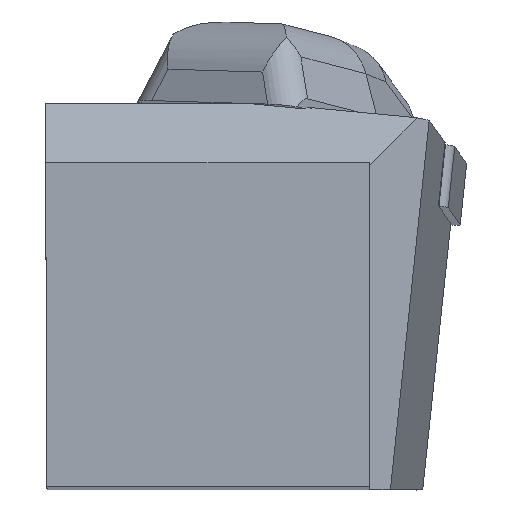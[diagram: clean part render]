
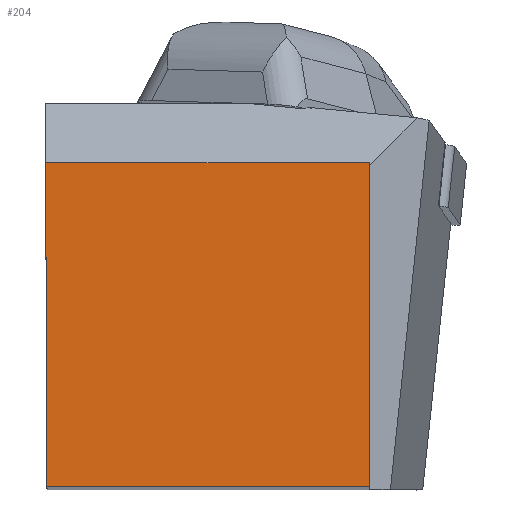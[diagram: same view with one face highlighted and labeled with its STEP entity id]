
A CAD part, top view. The second image highlights one B-rep face of the part: STEP entity #204.
In plain terms, the highlighted planar face has unit normal (0, 0, 1).
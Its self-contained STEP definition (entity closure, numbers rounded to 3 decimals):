
#142=FACE_OUTER_BOUND('',#589,.T.);
#204=ADVANCED_FACE('BLANK_BOXF006',(#142),#260,.F.);
#260=PLANE('',#1384);
#342=LINE('',#1988,#473);
#348=LINE('',#2001,#479);
#355=LINE('',#2013,#486);
#356=LINE('',#2015,#487);
#473=VECTOR('',#1577,1.);
#479=VECTOR('',#1585,1.);
#486=VECTOR('',#1596,1.);
#487=VECTOR('',#1597,1.);
#589=EDGE_LOOP('',(#750,#751,#752,#753));
#750=ORIENTED_EDGE('',*,*,#1164,.T.);
#751=ORIENTED_EDGE('',*,*,#1165,.T.);
#752=ORIENTED_EDGE('',*,*,#1151,.T.);
#753=ORIENTED_EDGE('',*,*,#1157,.T.);
#1023=VERTEX_POINT('',#1987);
#1024=VERTEX_POINT('',#1989);
#1029=VERTEX_POINT('',#2000);
#1033=VERTEX_POINT('',#2014);
#1151=EDGE_CURVE('',#1024,#1023,#342,.T.);
#1157=EDGE_CURVE('',#1023,#1029,#348,.T.);
#1164=EDGE_CURVE('',#1029,#1033,#355,.T.);
#1165=EDGE_CURVE('',#1033,#1024,#356,.T.);
#1384=AXIS2_PLACEMENT_3D('',#2016,#1598,#1599);
#1577=DIRECTION('',(0.004,-1.,0.));
#1585=DIRECTION('',(1.,0.,0.));
#1596=DIRECTION('',(0.,1.,0.));
#1597=DIRECTION('',(-1.,0.,0.));
#1598=DIRECTION('',(0.,0.,-1.));
#1599=DIRECTION('',(1.,0.,0.));
#1987=CARTESIAN_POINT('',(0.109,0.,0.));
#1988=CARTESIAN_POINT('',(-0.604,163.348,0.));
#1989=CARTESIAN_POINT('',(0.,24.875,0.));
#2000=CARTESIAN_POINT('',(24.875,0.,0.));
#2001=CARTESIAN_POINT('',(-163.35,0.,0.));
#2013=CARTESIAN_POINT('',(24.875,-163.35,0.));
#2014=CARTESIAN_POINT('',(24.875,24.875,0.));
#2015=CARTESIAN_POINT('',(163.35,24.875,0.));
#2016=CARTESIAN_POINT('',(44.35,-5.,0.));
